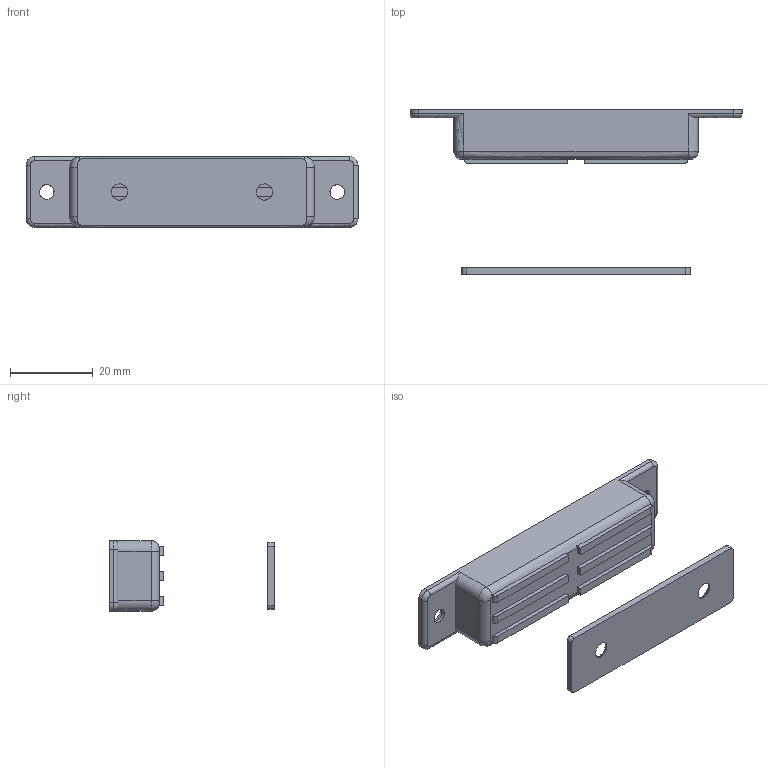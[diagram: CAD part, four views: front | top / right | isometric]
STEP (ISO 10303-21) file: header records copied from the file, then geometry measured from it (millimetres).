
FILE_DESCRIPTION((''),'2;1');
FILE_NAME('','2005-07-15T16:03:11',(''),(''),'','CADfix','');
FILE_SCHEMA(('AUTOMOTIVE_DESIGN'));
Length unit declared in the file: millimetre
Products named in the file (5): attachment; keeper; housing; base; TL_272_1_3043_36
Assembly tree (9 placements, depth 2):
  TL_272_1_3043_36
    attachment  x6
    keeper
    housing
    base
Bounding box: 80 x 39.71 x 17 mm (x, y, z)
Volume: 7587.1 mm3; surface area: 13977.7 mm2
Topology: 9 solids, 9 shells, 163 faces, 450 edges, 298 vertices
Faces by surface type: bspline 163
Entity records: 4616 total; most frequent: CARTESIAN_POINT 2363, ORIENTED_EDGE 750, EDGE_CURVE 375, VERTEX_POINT 248, QUASI_UNIFORM_CURVE 211, EDGE_LOOP 145, FACE_OUTER_BOUND 128, ADVANCED_FACE 128
